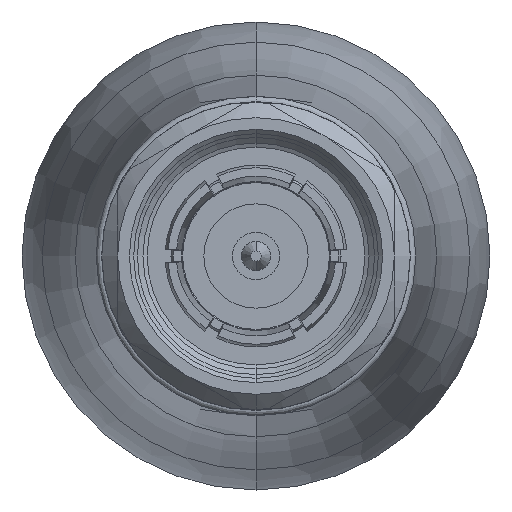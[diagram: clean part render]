
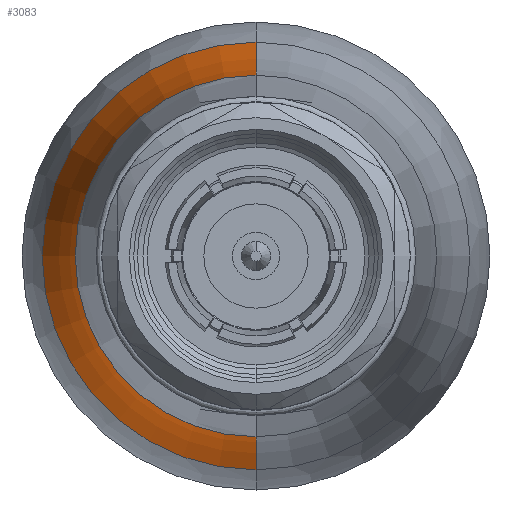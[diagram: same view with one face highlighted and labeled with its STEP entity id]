
A CAD part, left-side view. The second image highlights one B-rep face of the part: STEP entity #3083.
In plain terms, the highlighted toroidal (fillet/blend) face has major radius 58.467 mm and minor radius 50 mm.
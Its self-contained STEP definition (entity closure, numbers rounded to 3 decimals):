
#34 = DIRECTION ( 'NONE',  ( 0., 0., 1. ) ) ;
#252 = CARTESIAN_POINT ( 'NONE',  ( 46.442, 0., -8.498 ) ) ;
#306 = CARTESIAN_POINT ( 'NONE',  ( 44.697, 0., 58.467 ) ) ;
#376 = DIRECTION ( 'NONE',  ( -1., 0., 0. ) ) ;
#838 = VERTEX_POINT ( 'NONE', #3548 ) ;
#912 = AXIS2_PLACEMENT_3D ( 'NONE', #4020, #2042, #2880 ) ;
#949 = CARTESIAN_POINT ( 'NONE',  ( 57.178, 0., 10.05 ) ) ;
#1050 = DIRECTION ( 'NONE',  ( 1., 0., 0. ) ) ;
#1075 = CIRCLE ( 'NONE', #912, 10.05 ) ;
#1080 = EDGE_CURVE ( 'NONE', #1255, #2344, #2664, .T. ) ;
#1255 = VERTEX_POINT ( 'NONE', #3236 ) ;
#1326 = ORIENTED_EDGE ( 'NONE', *, *, #3027, .T. ) ;
#1511 = ORIENTED_EDGE ( 'NONE', *, *, #1080, .F. ) ;
#1898 = AXIS2_PLACEMENT_3D ( 'NONE', #3072, #3521, #3875 ) ;
#2010 = DIRECTION ( 'NONE',  ( 0., 1., 0. ) ) ;
#2042 = DIRECTION ( 'NONE',  ( -1., 0., 0. ) ) ;
#2083 = CIRCLE ( 'NONE', #5033, 50. ) ;
#2155 = EDGE_CURVE ( 'NONE', #2344, #838, #3510, .T. ) ;
#2163 = AXIS2_PLACEMENT_3D ( 'NONE', #2465, #2010, #34 ) ;
#2336 = AXIS2_PLACEMENT_3D ( 'NONE', #3609, #376, #4786 ) ;
#2344 = VERTEX_POINT ( 'NONE', #252 ) ;
#2416 = ORIENTED_EDGE ( 'NONE', *, *, #2155, .F. ) ;
#2465 = CARTESIAN_POINT ( 'NONE',  ( 44.697, 0., -58.467 ) ) ;
#2594 = TOROIDAL_SURFACE ( 'NONE', #2336, 58.467, 50. ) ;
#2637 = DIRECTION ( 'NONE',  ( 0., -1., 0. ) ) ;
#2654 = VERTEX_POINT ( 'NONE', #949 ) ;
#2664 = CIRCLE ( 'NONE', #1898, 8.498 ) ;
#2725 = EDGE_CURVE ( 'NONE', #1255, #2654, #2083, .T. ) ;
#2816 = FACE_OUTER_BOUND ( 'NONE', #3297, .T. ) ;
#2880 = DIRECTION ( 'NONE',  ( 0., 0., 1. ) ) ;
#3027 = EDGE_CURVE ( 'NONE', #2654, #838, #1075, .T. ) ;
#3072 = CARTESIAN_POINT ( 'NONE',  ( 46.442, 0., 0. ) ) ;
#3083 = ADVANCED_FACE ( 'NONE', ( #2816 ), #2594, .F. ) ;
#3236 = CARTESIAN_POINT ( 'NONE',  ( 46.442, 0., 8.498 ) ) ;
#3297 = EDGE_LOOP ( 'NONE', ( #2416, #1511, #3446, #1326 ) ) ;
#3446 = ORIENTED_EDGE ( 'NONE', *, *, #2725, .T. ) ;
#3510 = CIRCLE ( 'NONE', #2163, 50. ) ;
#3521 = DIRECTION ( 'NONE',  ( -1., 0., 0. ) ) ;
#3548 = CARTESIAN_POINT ( 'NONE',  ( 57.178, 0., -10.05 ) ) ;
#3609 = CARTESIAN_POINT ( 'NONE',  ( 44.697, 0., 0. ) ) ;
#3875 = DIRECTION ( 'NONE',  ( 0., 0., 1. ) ) ;
#4020 = CARTESIAN_POINT ( 'NONE',  ( 57.178, 0., 0. ) ) ;
#4786 = DIRECTION ( 'NONE',  ( 0., 0., 1. ) ) ;
#5033 = AXIS2_PLACEMENT_3D ( 'NONE', #306, #2637, #1050 ) ;
